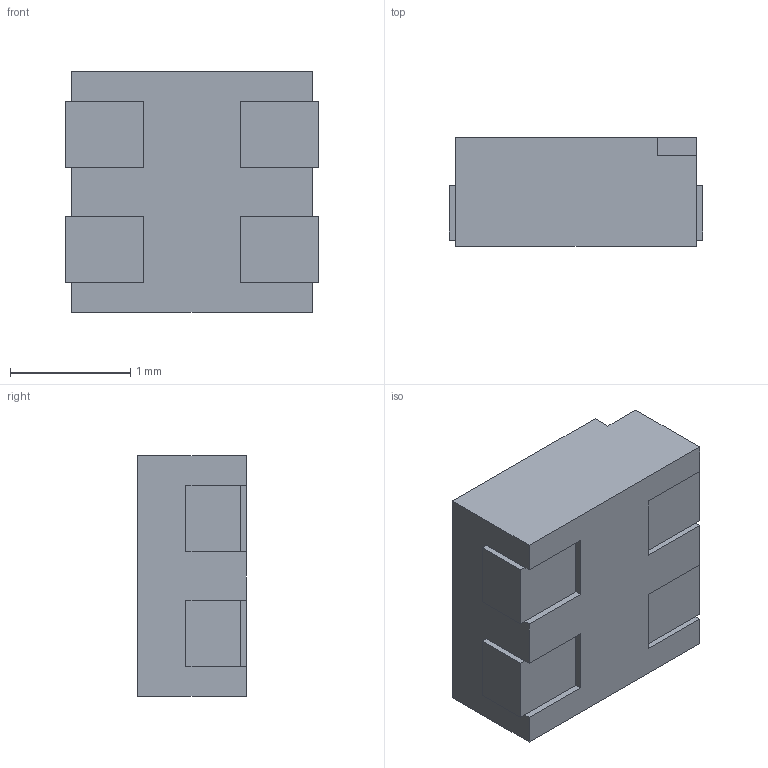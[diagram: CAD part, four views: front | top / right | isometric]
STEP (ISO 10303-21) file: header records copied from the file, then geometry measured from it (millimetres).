
FILE_DESCRIPTION(/* description */ (''),/* implementation_level */ '2;1');
FILE_NAME(/* name */ 'CLX6F-FKC-CKNNQDGBB7A363 v2.step',/* time_stamp */ '2022-01-26T15:14:21+01:00',/* author */ (''),/* organization */ (''),/* preprocessor_version */ 'ST-DEVELOPER v18.1',/* originating_system */ 'Autodesk Translation Framework v10.13.0.1454',/* authorisation */ '');
FILE_SCHEMA (('AUTOMOTIVE_DESIGN { 1 0 10303 214 3 1 1 }'));
Length unit declared in the file: millimetre
Products named in the file (1): CLX6F-FKC-CKNNQDGBB7A363
Bounding box: 2.1 x 0.9 x 2 mm (x, y, z)
Volume: 3.5 mm3; surface area: 16.1 mm2
Topology: 1 solids, 1 shells, 49 faces, 130 edges, 84 vertices
Faces by surface type: plane 45, cylinder 4
Entity records: 1571 total; most frequent: CARTESIAN_POINT 264, ORIENTED_EDGE 260, DIRECTION 238, EDGE_CURVE 130, LINE 122, VECTOR 122, VERTEX_POINT 84, AXIS2_PLACEMENT_3D 58
